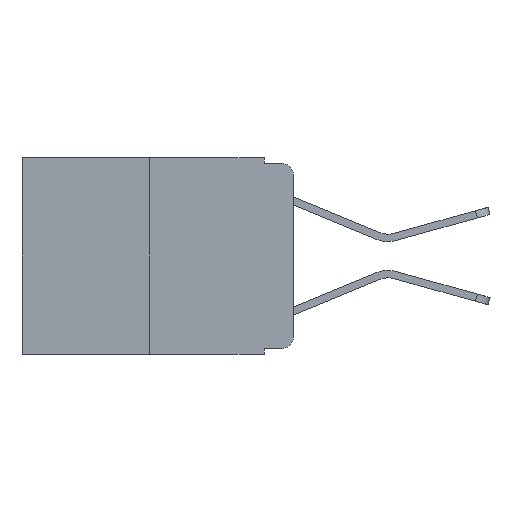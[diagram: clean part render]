
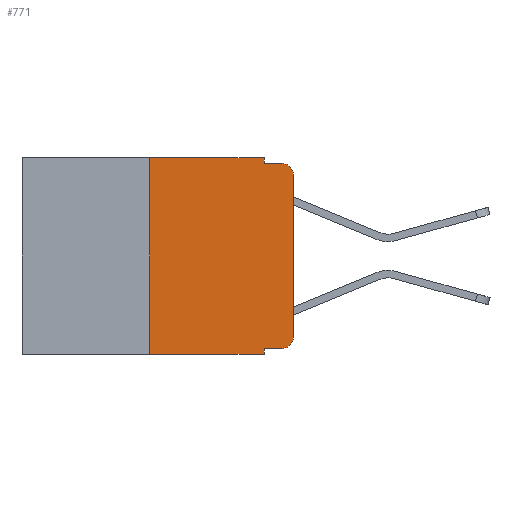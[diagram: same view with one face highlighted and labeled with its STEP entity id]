
A CAD part, left-side view. The second image highlights one B-rep face of the part: STEP entity #771.
In plain terms, the highlighted planar face has unit normal (-1, 0, 0).
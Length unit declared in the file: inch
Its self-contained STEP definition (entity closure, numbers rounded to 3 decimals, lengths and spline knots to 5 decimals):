
#62 = ORIENTED_EDGE ( 'NONE', *, *, #4903, .F. ) ;
#372 = EDGE_CURVE ( 'NONE', #5453, #9538, #5377, .T. ) ;
#634 = VERTEX_POINT ( 'NONE', #3134 ) ;
#771 = ADVANCED_FACE ( 'NONE', ( #13332 ), #4587, .F. ) ;
#786 = LINE ( 'NONE', #10937, #12958 ) ;
#1316 = CARTESIAN_POINT ( 'NONE',  ( 0., 0.473, 0. ) ) ;
#1470 = VECTOR ( 'NONE', #2891, 39.37008 ) ;
#1756 = VECTOR ( 'NONE', #10888, 39.37008 ) ;
#1786 = VECTOR ( 'NONE', #8896, 39.37008 ) ;
#2608 = CIRCLE ( 'NONE', #13574, 0.02 ) ;
#2613 = CARTESIAN_POINT ( 'NONE',  ( 0., 0.051, -0.01 ) ) ;
#2891 = DIRECTION ( 'NONE',  ( 0., -1., 0. ) ) ;
#2981 = CARTESIAN_POINT ( 'NONE',  ( 0., 0.051, 0. ) ) ;
#3037 = VERTEX_POINT ( 'NONE', #8262 ) ;
#3071 = ORIENTED_EDGE ( 'NONE', *, *, #12734, .F. ) ;
#3128 = DIRECTION ( 'NONE',  ( 0., 0., -1. ) ) ;
#3134 = CARTESIAN_POINT ( 'NONE',  ( 0., 0.02, -0.01 ) ) ;
#3586 = VECTOR ( 'NONE', #11573, 39.37008 ) ;
#3629 = VECTOR ( 'NONE', #3128, 39.37008 ) ;
#4155 = EDGE_CURVE ( 'NONE', #4453, #7843, #9316, .T. ) ;
#4351 = CARTESIAN_POINT ( 'NONE',  ( 0., 0.051, -0.01 ) ) ;
#4453 = VERTEX_POINT ( 'NONE', #9311 ) ;
#4485 = LINE ( 'NONE', #12989, #9830 ) ;
#4543 = CARTESIAN_POINT ( 'NONE',  ( 0., 0.051, -0.333 ) ) ;
#4587 = PLANE ( 'NONE',  #4648 ) ;
#4648 = AXIS2_PLACEMENT_3D ( 'NONE', #5639, #10395, #7005 ) ;
#4660 = VERTEX_POINT ( 'NONE', #10932 ) ;
#4699 = EDGE_CURVE ( 'NONE', #9538, #634, #7101, .T. ) ;
#4903 = EDGE_CURVE ( 'NONE', #10463, #634, #8001, .T. ) ;
#5064 = CARTESIAN_POINT ( 'NONE',  ( 0., 0.25, 0. ) ) ;
#5148 = EDGE_CURVE ( 'NONE', #7843, #3037, #12095, .T. ) ;
#5377 = LINE ( 'NONE', #10523, #9997 ) ;
#5453 = VERTEX_POINT ( 'NONE', #14940 ) ;
#5639 = CARTESIAN_POINT ( 'NONE',  ( 0., 0.473, 0. ) ) ;
#5742 = EDGE_CURVE ( 'NONE', #4453, #4660, #4485, .T. ) ;
#5831 = ORIENTED_EDGE ( 'NONE', *, *, #5148, .F. ) ;
#5895 = DIRECTION ( 'NONE',  ( 0., -1., 0. ) ) ;
#6299 = CARTESIAN_POINT ( 'NONE',  ( 0., 0.02, -0.313 ) ) ;
#6394 = CARTESIAN_POINT ( 'NONE',  ( 0., 0.051, -0.333 ) ) ;
#6438 = EDGE_LOOP ( 'NONE', ( #8547, #7068, #62, #3071, #5831, #12329, #12368, #12158, #8984, #14023 ) ) ;
#6628 = EDGE_CURVE ( 'NONE', #12361, #5453, #2608, .T. ) ;
#6818 = LINE ( 'NONE', #6394, #1470 ) ;
#6923 = DIRECTION ( 'NONE',  ( 0., 0., 1. ) ) ;
#7005 = DIRECTION ( 'NONE',  ( 0., 0., -1. ) ) ;
#7068 = ORIENTED_EDGE ( 'NONE', *, *, #4699, .T. ) ;
#7101 = CIRCLE ( 'NONE', #13065, 0.02 ) ;
#7461 = CARTESIAN_POINT ( 'NONE',  ( 0., 0.02, -0.03 ) ) ;
#7484 = DIRECTION ( 'NONE',  ( 0., 0., -1. ) ) ;
#7597 = DIRECTION ( 'NONE',  ( -1., 0., 0. ) ) ;
#7662 = LINE ( 'NONE', #2981, #3629 ) ;
#7843 = VERTEX_POINT ( 'NONE', #11198 ) ;
#8001 = LINE ( 'NONE', #4351, #3586 ) ;
#8262 = CARTESIAN_POINT ( 'NONE',  ( 0., 0.051, 0. ) ) ;
#8547 = ORIENTED_EDGE ( 'NONE', *, *, #372, .T. ) ;
#8673 = EDGE_CURVE ( 'NONE', #12407, #12361, #6818, .T. ) ;
#8841 = DIRECTION ( 'NONE',  ( 0., 0., -1. ) ) ;
#8896 = DIRECTION ( 'NONE',  ( 0., 0., 1. ) ) ;
#8984 = ORIENTED_EDGE ( 'NONE', *, *, #8673, .T. ) ;
#9311 = CARTESIAN_POINT ( 'NONE',  ( 0., 0.25, -0.343 ) ) ;
#9316 = LINE ( 'NONE', #5064, #1786 ) ;
#9538 = VERTEX_POINT ( 'NONE', #13882 ) ;
#9830 = VECTOR ( 'NONE', #5895, 39.37008 ) ;
#9997 = VECTOR ( 'NONE', #6923, 39.37008 ) ;
#10046 = EDGE_CURVE ( 'NONE', #12407, #4660, #7662, .T. ) ;
#10395 = DIRECTION ( 'NONE',  ( 1., 0., 0. ) ) ;
#10463 = VERTEX_POINT ( 'NONE', #2613 ) ;
#10523 = CARTESIAN_POINT ( 'NONE',  ( 0., 0., 0. ) ) ;
#10888 = DIRECTION ( 'NONE',  ( 0., -1., 0. ) ) ;
#10932 = CARTESIAN_POINT ( 'NONE',  ( 0., 0.051, -0.343 ) ) ;
#10937 = CARTESIAN_POINT ( 'NONE',  ( 0., 0.051, 0. ) ) ;
#11198 = CARTESIAN_POINT ( 'NONE',  ( 0., 0.25, 0. ) ) ;
#11573 = DIRECTION ( 'NONE',  ( 0., -1., 0. ) ) ;
#12095 = LINE ( 'NONE', #1316, #1756 ) ;
#12158 = ORIENTED_EDGE ( 'NONE', *, *, #10046, .F. ) ;
#12264 = DIRECTION ( 'NONE',  ( 0., 0., -1. ) ) ;
#12329 = ORIENTED_EDGE ( 'NONE', *, *, #4155, .F. ) ;
#12361 = VERTEX_POINT ( 'NONE', #15102 ) ;
#12368 = ORIENTED_EDGE ( 'NONE', *, *, #5742, .T. ) ;
#12407 = VERTEX_POINT ( 'NONE', #4543 ) ;
#12734 = EDGE_CURVE ( 'NONE', #3037, #10463, #786, .T. ) ;
#12958 = VECTOR ( 'NONE', #8841, 39.37008 ) ;
#12989 = CARTESIAN_POINT ( 'NONE',  ( 0., 0.473, -0.343 ) ) ;
#13065 = AXIS2_PLACEMENT_3D ( 'NONE', #7461, #7597, #12264 ) ;
#13332 = FACE_OUTER_BOUND ( 'NONE', #6438, .T. ) ;
#13574 = AXIS2_PLACEMENT_3D ( 'NONE', #6299, #14552, #7484 ) ;
#13882 = CARTESIAN_POINT ( 'NONE',  ( 0., 0., -0.03 ) ) ;
#14023 = ORIENTED_EDGE ( 'NONE', *, *, #6628, .T. ) ;
#14552 = DIRECTION ( 'NONE',  ( -1., 0., 0. ) ) ;
#14940 = CARTESIAN_POINT ( 'NONE',  ( 0., 0., -0.313 ) ) ;
#15102 = CARTESIAN_POINT ( 'NONE',  ( 0., 0.02, -0.333 ) ) ;
